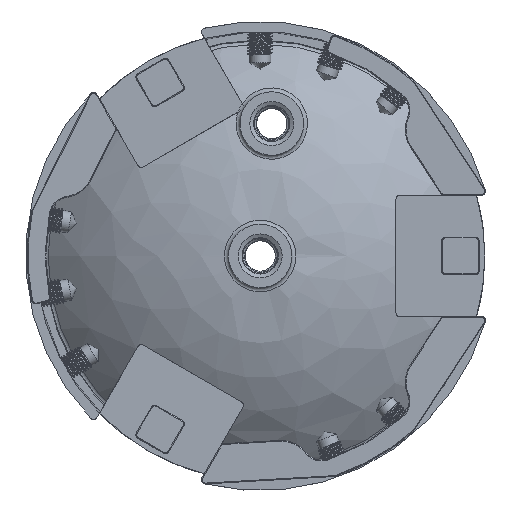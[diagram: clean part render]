
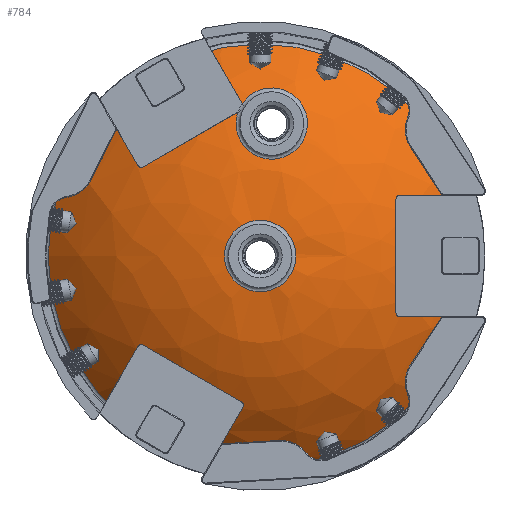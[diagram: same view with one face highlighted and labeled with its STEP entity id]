
A CAD part, top view. The second image highlights one B-rep face of the part: STEP entity #784.
In plain terms, the highlighted free-form (B-spline) face has degree [3, 3] with [4, 7] control points.
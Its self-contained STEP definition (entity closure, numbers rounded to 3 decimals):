
#196=(
BOUNDED_SURFACE()
B_SPLINE_SURFACE(3,3,((#7970,#7971,#7972,#7973,#7974,#7975,#7976),(#7977,
#7978,#7979,#7980,#7981,#7982,#7983),(#7984,#7985,#7986,#7987,#7988,#7989,
#7990),(#7991,#7992,#7993,#7994,#7995,#7996,#7997)),.UNSPECIFIED.,.F.,.T.,
 .F.)
B_SPLINE_SURFACE_WITH_KNOTS((4,4),(1,3,3,3,1),(0.,1.),(-0.5,0.,0.5,1.,1.5),
 .UNSPECIFIED.)
GEOMETRIC_REPRESENTATION_ITEM()
RATIONAL_B_SPLINE_SURFACE(((1.,0.333,0.333,1.,0.333,
0.333,1.),(0.949,0.316,0.316,
0.949,0.316,0.316,0.949),
(0.949,0.316,0.316,0.949,
0.316,0.316,0.949),(1.,0.333,
0.333,1.,0.333,0.333,1.)))
REPRESENTATION_ITEM('')
SURFACE()
);
#197=B_SPLINE_CURVE_WITH_KNOTS('',3,(#7951,#7952,#7953,#7954,#7955,#7956,
#7957,#7958,#7959,#7960,#7961,#7962,#7963,#7964,#7965,#7966,#7967,#7968),
 .UNSPECIFIED.,.T.,.F.,(2,2,2,2,2,2,2,2,2,2,2),(-0.125,0.,0.125,0.25,0.375,
0.5,0.625,0.75,0.875,1.,1.125),.UNSPECIFIED.);
#402=FACE_BOUND('',#1492,.T.);
#403=FACE_BOUND('',#1493,.T.);
#404=FACE_BOUND('',#1494,.T.);
#784=ADVANCED_FACE('',(#402,#403,#404),#196,.T.);
#1492=EDGE_LOOP('',(#2716));
#1493=EDGE_LOOP('',(#2717));
#1494=EDGE_LOOP('',(#2718));
#2716=ORIENTED_EDGE('',*,*,#4804,.T.);
#2717=ORIENTED_EDGE('',*,*,#4805,.T.);
#2718=ORIENTED_EDGE('',*,*,#4806,.F.);
#4260=VERTEX_POINT('',#7948);
#4261=VERTEX_POINT('',#7950);
#4262=VERTEX_POINT('',#7969);
#4804=EDGE_CURVE('',#4260,#4260,#5544,.T.);
#4805=EDGE_CURVE('',#4261,#4261,#5545,.T.);
#4806=EDGE_CURVE('',#4262,#4262,#197,.T.);
#5544=CIRCLE('',#5801,2.712);
#5545=CIRCLE('',#5802,0.195);
#5801=AXIS2_PLACEMENT_3D('',#7947,#6466,#6467);
#5802=AXIS2_PLACEMENT_3D('',#7949,#6468,#6469);
#6466=DIRECTION('',(0.,0.,-1.));
#6467=DIRECTION('',(-1.,0.,0.));
#6468=DIRECTION('',(0.,0.,1.));
#6469=DIRECTION('',(1.,0.,0.));
#7947=CARTESIAN_POINT('',(0.,0.,32.788));
#7948=CARTESIAN_POINT('',(-2.712,0.,32.788));
#7949=CARTESIAN_POINT('',(0.,0.,33.838));
#7950=CARTESIAN_POINT('',(0.195,0.,33.838));
#7951=CARTESIAN_POINT('',(-0.035,1.61,33.543));
#7952=CARTESIAN_POINT('',(-0.052,1.707,33.499));
#7953=CARTESIAN_POINT('',(-0.043,1.757,33.475));
#7954=CARTESIAN_POINT('',(0.011,1.841,33.433));
#7955=CARTESIAN_POINT('',(0.055,1.873,33.415));
#7956=CARTESIAN_POINT('',(0.159,1.895,33.4));
#7957=CARTESIAN_POINT('',(0.217,1.883,33.403));
#7958=CARTESIAN_POINT('',(0.303,1.823,33.429));
#7959=CARTESIAN_POINT('',(0.331,1.778,33.45));
#7960=CARTESIAN_POINT('',(0.349,1.682,33.494));
#7961=CARTESIAN_POINT('',(0.339,1.631,33.518));
#7962=CARTESIAN_POINT('',(0.286,1.547,33.559));
#7963=CARTESIAN_POINT('',(0.241,1.514,33.575));
#7964=CARTESIAN_POINT('',(0.138,1.492,33.59));
#7965=CARTESIAN_POINT('',(0.08,1.504,33.587));
#7966=CARTESIAN_POINT('',(-0.007,1.564,33.563));
#7967=CARTESIAN_POINT('',(-0.035,1.61,33.543));
#7968=CARTESIAN_POINT('',(-0.052,1.707,33.499));
#7969=CARTESIAN_POINT('',(-0.044,1.659,33.521));
#7970=CARTESIAN_POINT('',(-0.195,0.,33.838));
#7971=CARTESIAN_POINT('',(-0.195,0.39,33.838));
#7972=CARTESIAN_POINT('',(0.195,0.39,33.838));
#7973=CARTESIAN_POINT('',(0.195,0.,33.838));
#7974=CARTESIAN_POINT('',(0.195,-0.39,33.838));
#7975=CARTESIAN_POINT('',(-0.195,-0.39,33.838));
#7976=CARTESIAN_POINT('',(-0.195,0.,33.838));
#7977=CARTESIAN_POINT('',(-1.153,0.,33.838));
#7978=CARTESIAN_POINT('',(-1.153,2.306,33.838));
#7979=CARTESIAN_POINT('',(1.153,2.306,33.838));
#7980=CARTESIAN_POINT('',(1.153,0.,33.838));
#7981=CARTESIAN_POINT('',(1.153,-2.306,33.838));
#7982=CARTESIAN_POINT('',(-1.153,-2.306,33.838));
#7983=CARTESIAN_POINT('',(-1.153,0.,33.838));
#7984=CARTESIAN_POINT('',(-2.038,0.,33.469));
#7985=CARTESIAN_POINT('',(-2.038,4.075,33.469));
#7986=CARTESIAN_POINT('',(2.038,4.075,33.469));
#7987=CARTESIAN_POINT('',(2.038,0.,33.469));
#7988=CARTESIAN_POINT('',(2.038,-4.075,33.469));
#7989=CARTESIAN_POINT('',(-2.038,-4.075,33.469));
#7990=CARTESIAN_POINT('',(-2.038,0.,33.469));
#7991=CARTESIAN_POINT('',(-2.712,0.,32.788));
#7992=CARTESIAN_POINT('',(-2.712,5.424,32.788));
#7993=CARTESIAN_POINT('',(2.712,5.424,32.788));
#7994=CARTESIAN_POINT('',(2.712,0.,32.788));
#7995=CARTESIAN_POINT('',(2.712,-5.424,32.788));
#7996=CARTESIAN_POINT('',(-2.712,-5.424,32.788));
#7997=CARTESIAN_POINT('',(-2.712,0.,32.788));
